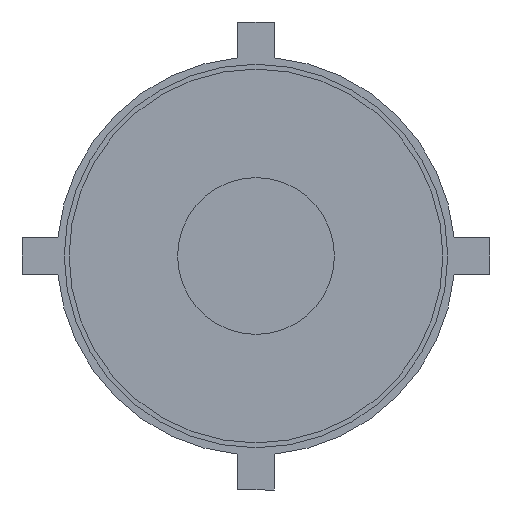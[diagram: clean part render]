
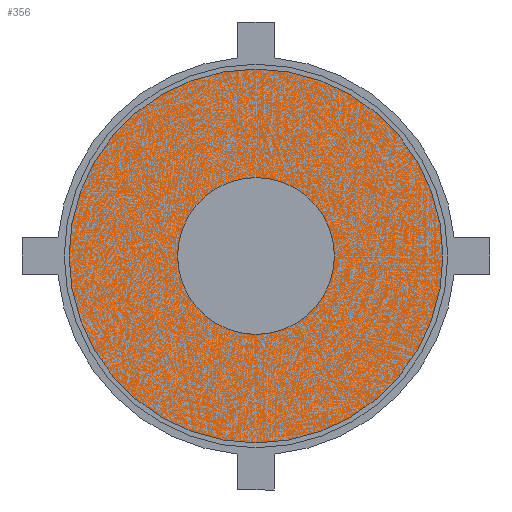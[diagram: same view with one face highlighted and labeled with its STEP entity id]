
A CAD part, front view. The second image highlights one B-rep face of the part: STEP entity #356.
In plain terms, the highlighted planar face has unit normal (0, -1, 0).
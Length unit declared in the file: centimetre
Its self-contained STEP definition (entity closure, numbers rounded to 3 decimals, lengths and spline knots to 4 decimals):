
#40 = FACE_BOUND ( 'NONE', #1337, .T. ) ;
#67 = AXIS2_PLACEMENT_3D ( 'NONE', #1643, #281, #274 ) ;
#90 = ORIENTED_EDGE ( 'NONE', *, *, #1421, .F. ) ;
#97 = CIRCLE ( 'NONE', #582, 1.651 ) ;
#146 = VERTEX_POINT ( 'NONE', #1332 ) ;
#224 = DIRECTION ( 'NONE',  ( 0., 1., 0. ) ) ;
#274 = DIRECTION ( 'NONE',  ( 1., 0., 0. ) ) ;
#281 = DIRECTION ( 'NONE',  ( 0., 1., 0. ) ) ;
#289 = CIRCLE ( 'NONE', #1502, 1.651 ) ;
#291 = DIRECTION ( 'NONE',  ( 0., 1., 0. ) ) ;
#302 = EDGE_CURVE ( 'NONE', #653, #493, #1047, .T. ) ;
#313 = ORIENTED_EDGE ( 'NONE', *, *, #918, .F. ) ;
#356 = ADVANCED_FACE ( 'NONE', ( #40, #570 ), #1216, .F. ) ;
#473 = DIRECTION ( 'NONE',  ( 0., -1., 0. ) ) ;
#480 = CARTESIAN_POINT ( 'NONE',  ( 0., 0., -3.937 ) ) ;
#488 = CARTESIAN_POINT ( 'NONE',  ( 0., 0., 0. ) ) ;
#492 = AXIS2_PLACEMENT_3D ( 'NONE', #1191, #224, #527 ) ;
#493 = VERTEX_POINT ( 'NONE', #1417 ) ;
#511 = EDGE_CURVE ( 'NONE', #146, #1138, #289, .T. ) ;
#527 = DIRECTION ( 'NONE',  ( 0., 0., 1. ) ) ;
#562 = DIRECTION ( 'NONE',  ( 0., 0., 1. ) ) ;
#570 = FACE_OUTER_BOUND ( 'NONE', #1638, .T. ) ;
#572 = DIRECTION ( 'NONE',  ( 0., -1., 0. ) ) ;
#582 = AXIS2_PLACEMENT_3D ( 'NONE', #836, #572, #585 ) ;
#585 = DIRECTION ( 'NONE',  ( 0., 0., -1. ) ) ;
#653 = VERTEX_POINT ( 'NONE', #480 ) ;
#755 = CARTESIAN_POINT ( 'NONE',  ( 0., 0., -1.651 ) ) ;
#836 = CARTESIAN_POINT ( 'NONE',  ( 0., 0., 0. ) ) ;
#918 = EDGE_CURVE ( 'NONE', #1138, #146, #97, .T. ) ;
#1047 = CIRCLE ( 'NONE', #1273, 3.937 ) ;
#1138 = VERTEX_POINT ( 'NONE', #755 ) ;
#1191 = CARTESIAN_POINT ( 'NONE',  ( 0., 0., 0. ) ) ;
#1216 = PLANE ( 'NONE',  #67 ) ;
#1227 = CARTESIAN_POINT ( 'NONE',  ( 0., 0., 0. ) ) ;
#1273 = AXIS2_PLACEMENT_3D ( 'NONE', #1227, #291, #562 ) ;
#1332 = CARTESIAN_POINT ( 'NONE',  ( 0., 0., 1.651 ) ) ;
#1337 = EDGE_LOOP ( 'NONE', ( #1362, #313 ) ) ;
#1362 = ORIENTED_EDGE ( 'NONE', *, *, #511, .F. ) ;
#1410 = DIRECTION ( 'NONE',  ( 0., 0., -1. ) ) ;
#1414 = CIRCLE ( 'NONE', #492, 3.937 ) ;
#1417 = CARTESIAN_POINT ( 'NONE',  ( 0., 0., 3.937 ) ) ;
#1421 = EDGE_CURVE ( 'NONE', #493, #653, #1414, .T. ) ;
#1502 = AXIS2_PLACEMENT_3D ( 'NONE', #488, #473, #1410 ) ;
#1638 = EDGE_LOOP ( 'NONE', ( #1680, #90 ) ) ;
#1643 = CARTESIAN_POINT ( 'NONE',  ( 0., 0., 0. ) ) ;
#1680 = ORIENTED_EDGE ( 'NONE', *, *, #302, .F. ) ;
